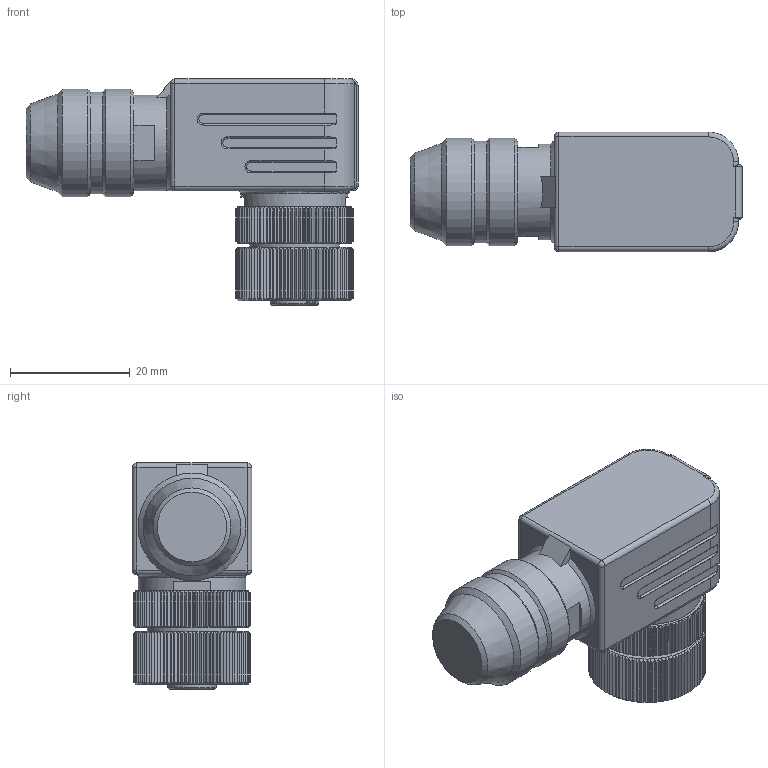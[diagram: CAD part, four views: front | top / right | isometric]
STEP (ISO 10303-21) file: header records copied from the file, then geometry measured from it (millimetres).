
FILE_DESCRIPTION(/* description */ (''),/* implementation_level */ '2;1');
FILE_NAME(/* name */ '99 1538 822 05 001_00.stp',/* time_stamp */ '2014-04-09T13:12:35+02:00',/* author */ (''),/* organization */ (''),/* preprocessor_version */ 'ST-DEVELOPER v14',/* originating_system */ 'SIEMENS PLM Software NX 8.0',/* authorisation */ '');
FILE_SCHEMA (('AP203_CONFIGURATION_CONTROLLED_3D_DESIGN_OF_MECHANICAL_PARTS_AND_ASSEMBLIES_MIM_LF { 1 0 10303 403 2 1 2}'));
Length unit declared in the file: millimetre
Products named in the file (1): cerl144C2402regl
Bounding box: 55.5 x 20 x 37.8 mm (x, y, z)
Volume: 21240.3 mm3; surface area: 6954.5 mm2
Topology: 1 solids, 1 shells, 911 faces, 2220 edges, 1322 vertices
Faces by surface type: plane 467, cone 225, cylinder 187, torus 20, sphere 8, bspline 4
Full cylindrical faces by diameter (mm): 1.2 x1, 10.95 x1, 15 x1, 16 x1, 16.1 x1, 17 x1, 18 x3
Entity records: 27294 total; most frequent: CARTESIAN_POINT 7268, ORIENTED_EDGE 4384, DIRECTION 3843, EDGE_CURVE 2192, AXIS2_PLACEMENT_3D 1555, VERTEX_POINT 1319, EDGE_LOOP 947, ADVANCED_FACE 911
